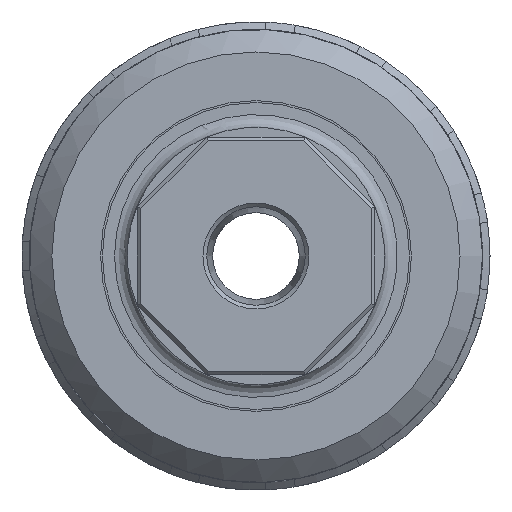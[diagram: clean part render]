
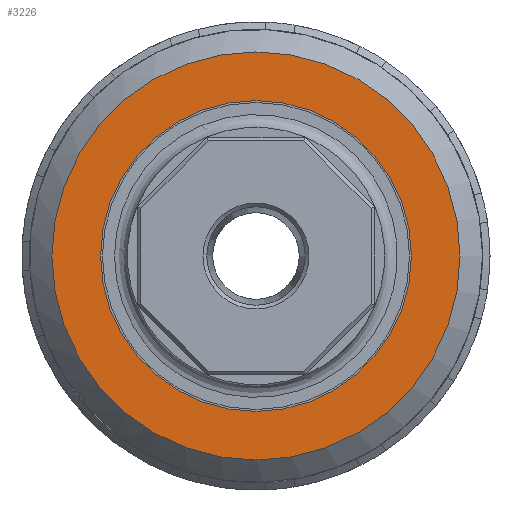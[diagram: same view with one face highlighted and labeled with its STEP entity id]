
A CAD part, front view. The second image highlights one B-rep face of the part: STEP entity #3226.
In plain terms, the highlighted face is planar.
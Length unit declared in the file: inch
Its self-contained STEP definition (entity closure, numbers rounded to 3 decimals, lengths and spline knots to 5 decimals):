
#3195=CARTESIAN_POINT('',(5.07522,-1.55522,26.04291));
#3196=VERTEX_POINT('',#3195);
#3197=CARTESIAN_POINT('',(2.35022,-1.55522,26.04291));
#3198=DIRECTION('',(0.0,0.0,-1.0));
#3199=DIRECTION('',(-1.0,0.0,0.0));
#3200=AXIS2_PLACEMENT_3D('',#3197,#3198,#3199);
#3201=CIRCLE('',#3200,2.725);
#3202=EDGE_CURVE('',#3196,#3196,#3201,.T.);
#3207=CARTESIAN_POINT('',(-0.04978,-1.55522,26.04291));
#3208=DIRECTION('',(0.0,0.0,1.0));
#3209=DIRECTION('',(1.0,0.0,0.0));
#3210=AXIS2_PLACEMENT_3D('',#3207,#3208,#3209);
#3211=PLANE('',#3210);
#3212=ORIENTED_EDGE('',*,*,#3202,.F.);
#3213=EDGE_LOOP('',(#3212));
#3214=FACE_OUTER_BOUND('',#3213,.T.);
#3215=CARTESIAN_POINT('',(4.42522,-1.55522,26.04291));
#3216=VERTEX_POINT('',#3215);
#3217=CARTESIAN_POINT('',(2.35022,-1.55522,26.04291));
#3218=DIRECTION('',(0.0,0.0,-1.0));
#3219=DIRECTION('',(-1.0,0.0,0.0));
#3220=AXIS2_PLACEMENT_3D('',#3217,#3218,#3219);
#3221=CIRCLE('',#3220,2.075);
#3222=EDGE_CURVE('',#3216,#3216,#3221,.T.);
#3223=ORIENTED_EDGE('',*,*,#3222,.T.);
#3224=EDGE_LOOP('',(#3223));
#3225=FACE_BOUND('',#3224,.T.);
#3226=ADVANCED_FACE('',(#3214,#3225),#3211,.T.);
